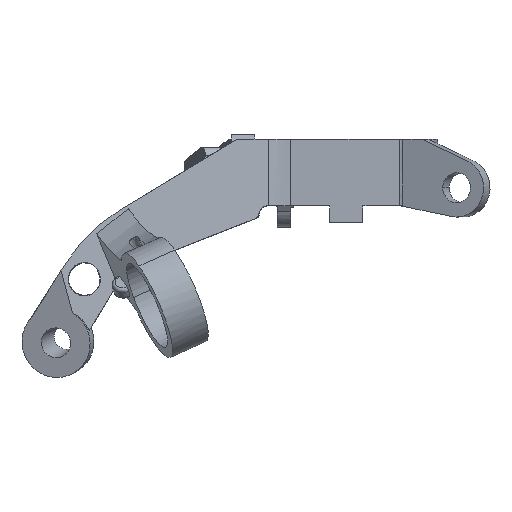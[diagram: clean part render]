
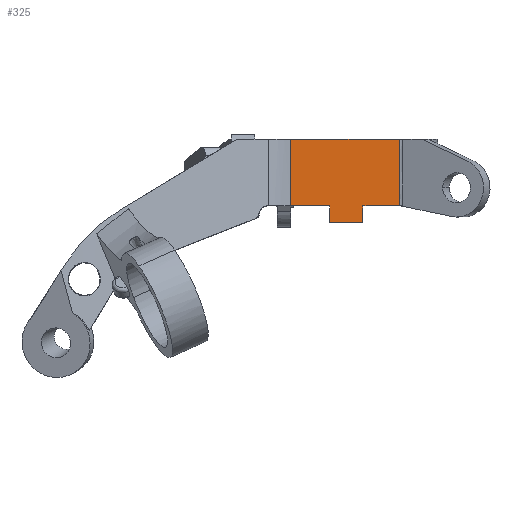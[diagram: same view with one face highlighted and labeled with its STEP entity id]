
A CAD part, left-side view. The second image highlights one B-rep face of the part: STEP entity #325.
In plain terms, the highlighted free-form (B-spline) face has degree [1, 1] with [2, 2] control points.
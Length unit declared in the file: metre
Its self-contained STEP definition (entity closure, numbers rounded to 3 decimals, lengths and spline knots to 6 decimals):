
#325=ADVANCED_FACE('',(#574),#3654,.T.);
#574=FACE_OUTER_BOUND('',#854,.T.);
#854=EDGE_LOOP('',(#2094,#2095,#2096,#2097,#2098,#2099,#2100,#2101));
#2094=ORIENTED_EDGE('',*,*,#3020,.T.);
#2095=ORIENTED_EDGE('',*,*,#3017,.T.);
#2096=ORIENTED_EDGE('',*,*,#2988,.F.);
#2097=ORIENTED_EDGE('',*,*,#2990,.F.);
#2098=ORIENTED_EDGE('',*,*,#3004,.F.);
#2099=ORIENTED_EDGE('',*,*,#2739,.F.);
#2100=ORIENTED_EDGE('',*,*,#3018,.T.);
#2101=ORIENTED_EDGE('',*,*,#3019,.T.);
#2739=EDGE_CURVE('',#3393,#3395,#4070,.T.);
#2988=EDGE_CURVE('',#3535,#3534,#4233,.T.);
#2990=EDGE_CURVE('',#3536,#3535,#4235,.T.);
#3004=EDGE_CURVE('',#3395,#3536,#4243,.T.);
#3017=EDGE_CURVE('',#3548,#3534,#4250,.T.);
#3018=EDGE_CURVE('',#3393,#3549,#9117,.T.);
#3019=EDGE_CURVE('',#3549,#3550,#4251,.T.);
#3020=EDGE_CURVE('',#3550,#3548,#4252,.T.);
#3393=VERTEX_POINT('',#8734);
#3395=VERTEX_POINT('',#8736);
#3534=VERTEX_POINT('',#8875);
#3535=VERTEX_POINT('',#8876);
#3536=VERTEX_POINT('',#8877);
#3548=VERTEX_POINT('',#8889);
#3549=VERTEX_POINT('',#8890);
#3550=VERTEX_POINT('',#8891);
#3654=B_SPLINE_SURFACE_WITH_KNOTS('',1,1,((#8099,#8100),(#8101,#8102)),.UNSPECIFIED.,
.F.,.F.,.F.,(2,2),(2,2),(0.133711,1.43106),(0.005964,
0.996024),.UNSPECIFIED.);
#4070=B_SPLINE_CURVE_WITH_KNOTS('',1,(#5609,#5610),.UNSPECIFIED.,.F.,.F.,
(2,2),(-1.43106,-0.133711),.UNSPECIFIED.);
#4233=B_SPLINE_CURVE_WITH_KNOTS('',1,(#6413,#6414),.UNSPECIFIED.,.F.,.F.,
(2,2),(-1.,-0.333333),.UNSPECIFIED.);
#4235=B_SPLINE_CURVE_WITH_KNOTS('',1,(#6417,#6418),.UNSPECIFIED.,.F.,.F.,
(2,2),(-0.818062,-0.569814),.UNSPECIFIED.);
#4243=B_SPLINE_CURVE_WITH_KNOTS('',1,(#6462,#6463),.UNSPECIFIED.,.F.,.F.,
(2,2),(0.005964,0.797217),.UNSPECIFIED.);
#4250=B_SPLINE_CURVE_WITH_KNOTS('',1,(#6502,#6503),.UNSPECIFIED.,.F.,.F.,
(2,2),(0.045455,0.954545),.UNSPECIFIED.);
#4251=B_SPLINE_CURVE_WITH_KNOTS('',1,(#6506,#6507),.UNSPECIFIED.,.F.,.F.,
(2,2),(0.076608,0.342571),.UNSPECIFIED.);
#4252=B_SPLINE_CURVE_WITH_KNOTS('',1,(#6508,#6509),.UNSPECIFIED.,.F.,.F.,
(2,2),(0.333333,1.),.UNSPECIFIED.);
#5609=CARTESIAN_POINT('',(-0.029922,0.013836,0.));
#5610=CARTESIAN_POINT('',(-0.029922,-0.051421,0.));
#6413=CARTESIAN_POINT('',(-0.029922,-0.029572,-0.0398));
#6414=CARTESIAN_POINT('',(-0.029922,-0.029572,-0.0498));
#6417=CARTESIAN_POINT('',(-0.029922,-0.051421,-0.0398));
#6418=CARTESIAN_POINT('',(-0.029922,-0.029572,-0.0398));
#6462=CARTESIAN_POINT('',(-0.029922,-0.051421,0.));
#6463=CARTESIAN_POINT('',(-0.029922,-0.051421,-0.0398));
#6502=CARTESIAN_POINT('',(-0.029922,-0.009572,-0.0498));
#6503=CARTESIAN_POINT('',(-0.029922,-0.029572,-0.0498));
#6504=CARTESIAN_POINT('',(-0.029922,0.013836,0.));
#6505=CARTESIAN_POINT('',(-0.029922,0.013836,-0.0398));
#6506=CARTESIAN_POINT('',(-0.029922,0.013836,-0.0398));
#6507=CARTESIAN_POINT('',(-0.029922,-0.009572,-0.0398));
#6508=CARTESIAN_POINT('',(-0.029922,-0.009572,-0.0398));
#6509=CARTESIAN_POINT('',(-0.029922,-0.009572,-0.0498));
#8099=CARTESIAN_POINT('',(-0.029922,-0.051421,0.));
#8100=CARTESIAN_POINT('',(-0.029922,-0.051421,-0.0498));
#8101=CARTESIAN_POINT('',(-0.029922,0.013836,0.));
#8102=CARTESIAN_POINT('',(-0.029922,0.013836,-0.0498));
#8734=CARTESIAN_POINT('',(-0.029922,0.013836,0.));
#8736=CARTESIAN_POINT('',(-0.029922,-0.051421,0.));
#8875=CARTESIAN_POINT('',(-0.029922,-0.029572,-0.0498));
#8876=CARTESIAN_POINT('',(-0.029922,-0.029572,-0.0398));
#8877=CARTESIAN_POINT('',(-0.029922,-0.051421,-0.0398));
#8889=CARTESIAN_POINT('',(-0.029922,-0.009572,-0.0498));
#8890=CARTESIAN_POINT('',(-0.029922,0.013836,-0.0398));
#8891=CARTESIAN_POINT('',(-0.029922,-0.009572,-0.0398));
#9117=(
BOUNDED_CURVE()
B_SPLINE_CURVE(1,(#6504,#6505),.UNSPECIFIED.,.F.,.F.)
B_SPLINE_CURVE_WITH_KNOTS((2,2),(2.,4.969288),.UNSPECIFIED.)
CURVE()
GEOMETRIC_REPRESENTATION_ITEM()
RATIONAL_B_SPLINE_CURVE((1.,1.))
REPRESENTATION_ITEM('')
);
